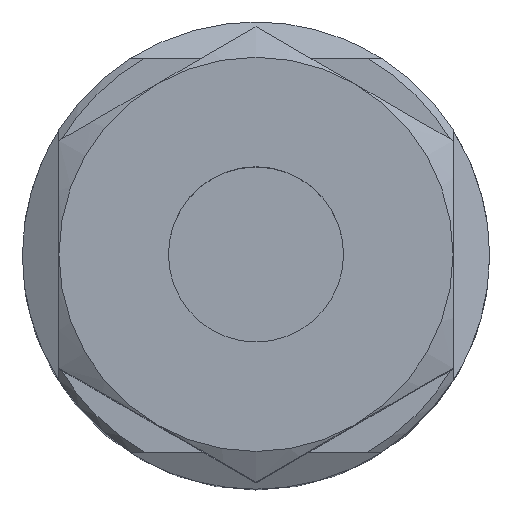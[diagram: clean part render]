
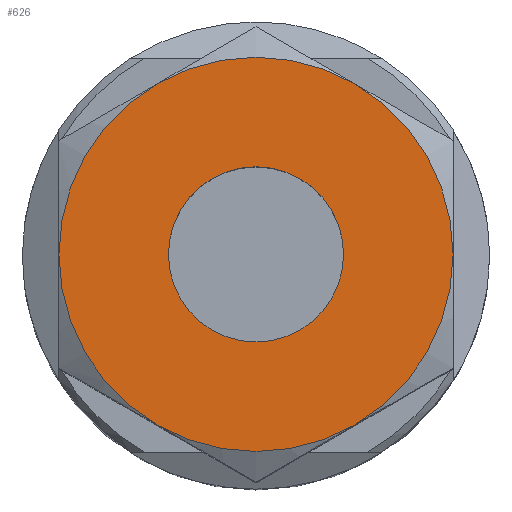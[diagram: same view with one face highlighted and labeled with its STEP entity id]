
A CAD part, top view. The second image highlights one B-rep face of the part: STEP entity #626.
In plain terms, the highlighted planar face has unit normal (0, 0, 1).
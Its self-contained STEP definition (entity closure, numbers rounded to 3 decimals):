
#35 = AXIS2_PLACEMENT_3D ( 'NONE', #1163, #765, #1791 ) ;
#44 = FACE_OUTER_BOUND ( 'NONE', #2654, .T. ) ;
#92 = VERTEX_POINT ( 'NONE', #1362 ) ;
#133 = CARTESIAN_POINT ( 'NONE',  ( -13.5, 0., 22. ) ) ;
#197 = CIRCLE ( 'NONE', #981, 6. ) ;
#237 = VERTEX_POINT ( 'NONE', #1693 ) ;
#266 = CARTESIAN_POINT ( 'NONE',  ( 6.75, -11.691, 22. ) ) ;
#274 = CARTESIAN_POINT ( 'NONE',  ( 0., 0., 22. ) ) ;
#284 = ORIENTED_EDGE ( 'NONE', *, *, #1525, .F. ) ;
#498 = CIRCLE ( 'NONE', #35, 13.5 ) ;
#507 = EDGE_CURVE ( 'NONE', #1437, #2168, #1831, .T. ) ;
#522 = DIRECTION ( 'NONE',  ( 0., 0., 1. ) ) ;
#526 = VERTEX_POINT ( 'NONE', #1207 ) ;
#533 = AXIS2_PLACEMENT_3D ( 'NONE', #1696, #1237, #2068 ) ;
#581 = CIRCLE ( 'NONE', #2140, 13.5 ) ;
#626 = ADVANCED_FACE ( 'NONE', ( #1866, #44 ), #2104, .T. ) ;
#765 = DIRECTION ( 'NONE',  ( 0., 0., 1. ) ) ;
#788 = DIRECTION ( 'NONE',  ( 0., 0., 1. ) ) ;
#840 = DIRECTION ( 'NONE',  ( 0., 0., 1. ) ) ;
#851 = EDGE_CURVE ( 'NONE', #1243, #2269, #581, .T. ) ;
#869 = CARTESIAN_POINT ( 'NONE',  ( 13.5, 0., 22. ) ) ;
#886 = CIRCLE ( 'NONE', #1235, 13.5 ) ;
#925 = CIRCLE ( 'NONE', #1920, 6. ) ;
#935 = EDGE_LOOP ( 'NONE', ( #2117, #284 ) ) ;
#944 = EDGE_CURVE ( 'NONE', #237, #92, #925, .T. ) ;
#951 = CARTESIAN_POINT ( 'NONE',  ( 0., 0., 22. ) ) ;
#981 = AXIS2_PLACEMENT_3D ( 'NONE', #1472, #1489, #2123 ) ;
#990 = DIRECTION ( 'NONE',  ( 0., 0., 1. ) ) ;
#998 = ORIENTED_EDGE ( 'NONE', *, *, #1805, .T. ) ;
#1099 = AXIS2_PLACEMENT_3D ( 'NONE', #1810, #788, #1987 ) ;
#1100 = DIRECTION ( 'NONE',  ( 1., 0., 0. ) ) ;
#1109 = CARTESIAN_POINT ( 'NONE',  ( 0., 0., 22. ) ) ;
#1163 = CARTESIAN_POINT ( 'NONE',  ( 0., 0., 22. ) ) ;
#1207 = CARTESIAN_POINT ( 'NONE',  ( 6.75, 11.691, 22. ) ) ;
#1210 = DIRECTION ( 'NONE',  ( 1., 0., 0. ) ) ;
#1235 = AXIS2_PLACEMENT_3D ( 'NONE', #951, #1770, #2401 ) ;
#1237 = DIRECTION ( 'NONE',  ( 0., 0., 1. ) ) ;
#1243 = VERTEX_POINT ( 'NONE', #266 ) ;
#1362 = CARTESIAN_POINT ( 'NONE',  ( -6., 0., 22. ) ) ;
#1390 = CARTESIAN_POINT ( 'NONE',  ( 0., 0., 22. ) ) ;
#1415 = CIRCLE ( 'NONE', #2399, 13.5 ) ;
#1437 = VERTEX_POINT ( 'NONE', #133 ) ;
#1472 = CARTESIAN_POINT ( 'NONE',  ( 0., 0., 22. ) ) ;
#1489 = DIRECTION ( 'NONE',  ( 0., 0., 1. ) ) ;
#1525 = EDGE_CURVE ( 'NONE', #92, #237, #197, .T. ) ;
#1579 = ORIENTED_EDGE ( 'NONE', *, *, #1772, .T. ) ;
#1583 = DIRECTION ( 'NONE',  ( 0., 0., 1. ) ) ;
#1693 = CARTESIAN_POINT ( 'NONE',  ( 6., 0., 22. ) ) ;
#1696 = CARTESIAN_POINT ( 'NONE',  ( 0., 15.588, 22. ) ) ;
#1709 = EDGE_CURVE ( 'NONE', #2217, #1437, #1804, .T. ) ;
#1729 = ORIENTED_EDGE ( 'NONE', *, *, #2347, .T. ) ;
#1770 = DIRECTION ( 'NONE',  ( 0., 0., 1. ) ) ;
#1771 = ORIENTED_EDGE ( 'NONE', *, *, #1709, .T. ) ;
#1772 = EDGE_CURVE ( 'NONE', #526, #2217, #886, .T. ) ;
#1791 = DIRECTION ( 'NONE',  ( 1., 0., 0. ) ) ;
#1804 = CIRCLE ( 'NONE', #2318, 13.5 ) ;
#1805 = EDGE_CURVE ( 'NONE', #2168, #1243, #498, .T. ) ;
#1810 = CARTESIAN_POINT ( 'NONE',  ( 0., 0., 22. ) ) ;
#1831 = CIRCLE ( 'NONE', #1099, 13.5 ) ;
#1866 = FACE_BOUND ( 'NONE', #935, .T. ) ;
#1920 = AXIS2_PLACEMENT_3D ( 'NONE', #1390, #990, #1210 ) ;
#1987 = DIRECTION ( 'NONE',  ( 1., 0., 0. ) ) ;
#2068 = DIRECTION ( 'NONE',  ( 1., 0., 0. ) ) ;
#2104 = PLANE ( 'NONE',  #533 ) ;
#2117 = ORIENTED_EDGE ( 'NONE', *, *, #944, .F. ) ;
#2118 = CARTESIAN_POINT ( 'NONE',  ( -6.75, -11.691, 22. ) ) ;
#2123 = DIRECTION ( 'NONE',  ( 1., 0., 0. ) ) ;
#2140 = AXIS2_PLACEMENT_3D ( 'NONE', #1109, #522, #2392 ) ;
#2168 = VERTEX_POINT ( 'NONE', #2118 ) ;
#2207 = ORIENTED_EDGE ( 'NONE', *, *, #851, .T. ) ;
#2217 = VERTEX_POINT ( 'NONE', #2522 ) ;
#2269 = VERTEX_POINT ( 'NONE', #869 ) ;
#2318 = AXIS2_PLACEMENT_3D ( 'NONE', #274, #840, #1100 ) ;
#2347 = EDGE_CURVE ( 'NONE', #2269, #526, #1415, .T. ) ;
#2392 = DIRECTION ( 'NONE',  ( 1., 0., 0. ) ) ;
#2399 = AXIS2_PLACEMENT_3D ( 'NONE', #2613, #1583, #2440 ) ;
#2401 = DIRECTION ( 'NONE',  ( 1., 0., 0. ) ) ;
#2440 = DIRECTION ( 'NONE',  ( 1., 0., 0. ) ) ;
#2522 = CARTESIAN_POINT ( 'NONE',  ( -6.75, 11.691, 22. ) ) ;
#2606 = ORIENTED_EDGE ( 'NONE', *, *, #507, .T. ) ;
#2613 = CARTESIAN_POINT ( 'NONE',  ( 0., 0., 22. ) ) ;
#2654 = EDGE_LOOP ( 'NONE', ( #2207, #1729, #1579, #1771, #2606, #998 ) ) ;
